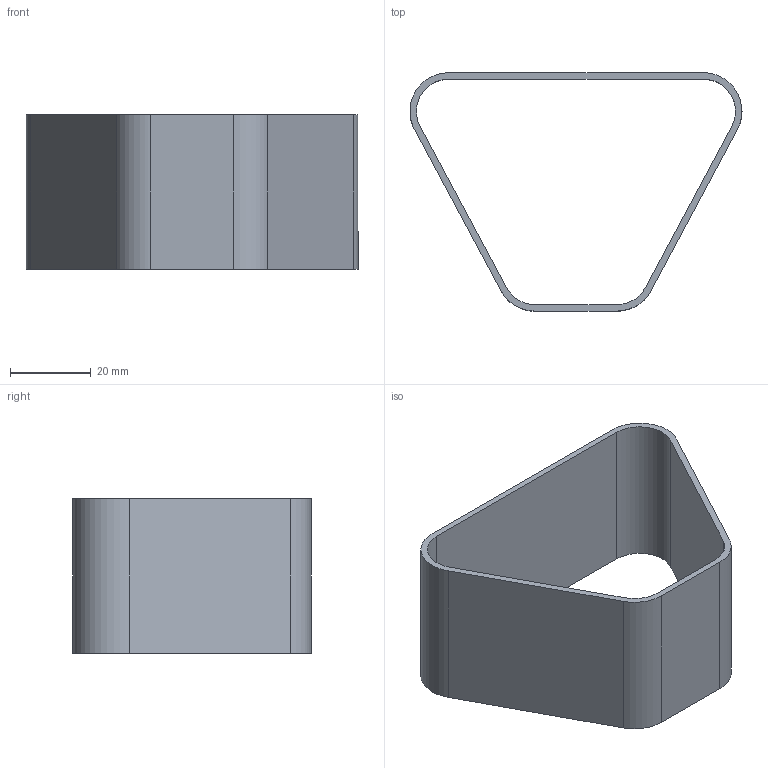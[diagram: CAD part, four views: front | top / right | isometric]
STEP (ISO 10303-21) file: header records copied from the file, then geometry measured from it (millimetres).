
FILE_DESCRIPTION(/* description */ (''),/* implementation_level */ '2;1');
FILE_NAME(/* name */ 'MD_tunnel',/* time_stamp */ '2025-12-23T19:11:29+03:00',/* author */ (''),/* organization */ (''),/* preprocessor_version */ 'ST-DEVELOPER v16.5',/* originating_system */ 'Rhino 7.23',/* authorisation */ '');
FILE_SCHEMA (('CONFIG_CONTROL_DESIGN'));
Length unit declared in the file: millimetre
Products named in the file (1): Document
Bounding box: 82.46 x 59.2 x 38.49 mm (x, y, z)
Volume: 14150.8 mm3; surface area: 18421.2 mm2
Topology: 1 solids, 1 shells, 18 faces, 48 edges, 32 vertices
Faces by surface type: plane 10, cylinder 8
Entity records: 576 total; most frequent: CARTESIAN_POINT 196, ORIENTED_EDGE 96, EDGE_CURVE 48, VERTEX_POINT 32, DIRECTION 22, EDGE_LOOP 20, AXIS2_PLACEMENT_3D 20, ADVANCED_FACE 18
